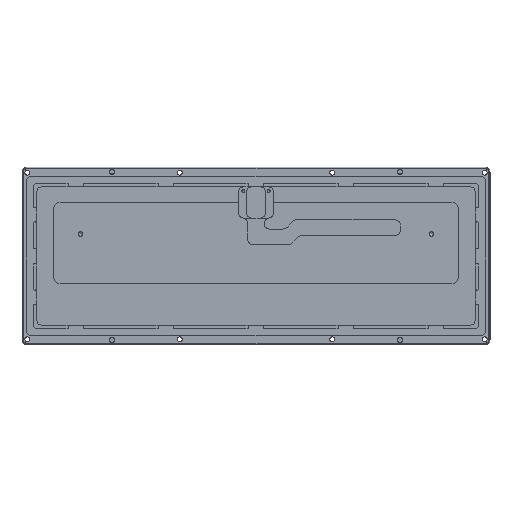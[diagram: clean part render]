
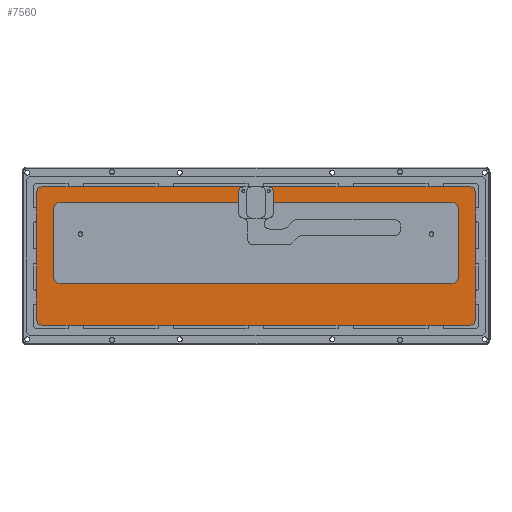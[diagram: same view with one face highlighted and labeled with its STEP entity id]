
A CAD part, top view. The second image highlights one B-rep face of the part: STEP entity #7560.
In plain terms, the highlighted planar face has unit normal (0, 0, 1).
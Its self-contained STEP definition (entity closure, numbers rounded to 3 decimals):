
#302=PLANE('',#8092);
#675=FACE_OUTER_BOUND('',#1129,.T.);
#1129=EDGE_LOOP('',(#5540,#5541,#5542,#5543,#5544,#5545,#5546,#5547,#5548,
#5549,#5550,#5551,#5552,#5553,#5554,#5555,#5556,#5557,#5558,#5559,#5560,
#5561));
#1642=LINE('',#11608,#2325);
#1647=LINE('',#11622,#2330);
#1651=LINE('',#11634,#2334);
#1655=LINE('',#11646,#2338);
#1658=LINE('',#11653,#2341);
#1676=LINE('',#11720,#2359);
#1679=LINE('',#11726,#2362);
#1680=LINE('',#11730,#2363);
#1681=LINE('',#11734,#2364);
#1682=LINE('',#11738,#2365);
#1683=LINE('',#11742,#2366);
#1684=LINE('',#11746,#2367);
#2325=VECTOR('',#8954,10.);
#2330=VECTOR('',#8967,10.);
#2334=VECTOR('',#8979,10.);
#2338=VECTOR('',#8991,10.);
#2341=VECTOR('',#8996,10.);
#2359=VECTOR('',#9054,10.);
#2362=VECTOR('',#9059,10.);
#2363=VECTOR('',#9062,10.);
#2364=VECTOR('',#9065,10.);
#2365=VECTOR('',#9068,10.);
#2366=VECTOR('',#9071,10.);
#2367=VECTOR('',#9074,10.);
#2977=CIRCLE('',#8060,4.);
#2979=CIRCLE('',#8064,4.);
#2981=CIRCLE('',#8068,4.);
#2983=CIRCLE('',#8073,4.);
#2999=CIRCLE('',#8093,3.);
#3000=CIRCLE('',#8094,3.);
#3001=CIRCLE('',#8095,3.);
#3002=CIRCLE('',#8096,3.);
#3003=CIRCLE('',#8097,3.);
#3004=CIRCLE('',#8098,3.);
#3447=VERTEX_POINT('',#11606);
#3448=VERTEX_POINT('',#11607);
#3451=VERTEX_POINT('',#11615);
#3453=VERTEX_POINT('',#11621);
#3455=VERTEX_POINT('',#11627);
#3457=VERTEX_POINT('',#11633);
#3459=VERTEX_POINT('',#11639);
#3461=VERTEX_POINT('',#11645);
#3463=VERTEX_POINT('',#11651);
#3464=VERTEX_POINT('',#11652);
#3493=VERTEX_POINT('',#11719);
#3495=VERTEX_POINT('',#11725);
#3496=VERTEX_POINT('',#11727);
#3497=VERTEX_POINT('',#11729);
#3498=VERTEX_POINT('',#11731);
#3499=VERTEX_POINT('',#11733);
#3500=VERTEX_POINT('',#11735);
#3501=VERTEX_POINT('',#11737);
#3502=VERTEX_POINT('',#11739);
#3503=VERTEX_POINT('',#11741);
#3504=VERTEX_POINT('',#11743);
#3505=VERTEX_POINT('',#11745);
#4240=EDGE_CURVE('',#3447,#3448,#1642,.T.);
#4244=EDGE_CURVE('',#3451,#3447,#2977,.T.);
#4247=EDGE_CURVE('',#3453,#3451,#1647,.T.);
#4250=EDGE_CURVE('',#3455,#3453,#2979,.T.);
#4253=EDGE_CURVE('',#3457,#3455,#1651,.T.);
#4256=EDGE_CURVE('',#3459,#3457,#2981,.T.);
#4259=EDGE_CURVE('',#3461,#3459,#1655,.T.);
#4262=EDGE_CURVE('',#3463,#3464,#1658,.T.);
#4266=EDGE_CURVE('',#3448,#3463,#2983,.T.);
#4296=EDGE_CURVE('',#3493,#3461,#1676,.F.);
#4299=EDGE_CURVE('',#3464,#3495,#1679,.F.);
#4300=EDGE_CURVE('',#3496,#3495,#2999,.T.);
#4301=EDGE_CURVE('',#3497,#3496,#1680,.T.);
#4302=EDGE_CURVE('',#3497,#3498,#3000,.T.);
#4303=EDGE_CURVE('',#3499,#3498,#1681,.T.);
#4304=EDGE_CURVE('',#3499,#3500,#3001,.T.);
#4305=EDGE_CURVE('',#3501,#3500,#1682,.T.);
#4306=EDGE_CURVE('',#3501,#3502,#3002,.T.);
#4307=EDGE_CURVE('',#3503,#3502,#1683,.T.);
#4308=EDGE_CURVE('',#3503,#3504,#3003,.T.);
#4309=EDGE_CURVE('',#3505,#3504,#1684,.T.);
#4310=EDGE_CURVE('',#3493,#3505,#3004,.T.);
#5540=ORIENTED_EDGE('',*,*,#4259,.T.);
#5541=ORIENTED_EDGE('',*,*,#4256,.T.);
#5542=ORIENTED_EDGE('',*,*,#4253,.T.);
#5543=ORIENTED_EDGE('',*,*,#4250,.T.);
#5544=ORIENTED_EDGE('',*,*,#4247,.T.);
#5545=ORIENTED_EDGE('',*,*,#4244,.T.);
#5546=ORIENTED_EDGE('',*,*,#4240,.T.);
#5547=ORIENTED_EDGE('',*,*,#4266,.T.);
#5548=ORIENTED_EDGE('',*,*,#4262,.T.);
#5549=ORIENTED_EDGE('',*,*,#4299,.T.);
#5550=ORIENTED_EDGE('',*,*,#4300,.F.);
#5551=ORIENTED_EDGE('',*,*,#4301,.F.);
#5552=ORIENTED_EDGE('',*,*,#4302,.T.);
#5553=ORIENTED_EDGE('',*,*,#4303,.F.);
#5554=ORIENTED_EDGE('',*,*,#4304,.T.);
#5555=ORIENTED_EDGE('',*,*,#4305,.F.);
#5556=ORIENTED_EDGE('',*,*,#4306,.T.);
#5557=ORIENTED_EDGE('',*,*,#4307,.F.);
#5558=ORIENTED_EDGE('',*,*,#4308,.T.);
#5559=ORIENTED_EDGE('',*,*,#4309,.F.);
#5560=ORIENTED_EDGE('',*,*,#4310,.F.);
#5561=ORIENTED_EDGE('',*,*,#4296,.T.);
#7560=ADVANCED_FACE('',(#675),#302,.F.);
#8060=AXIS2_PLACEMENT_3D('',#11616,#8960,#8961);
#8064=AXIS2_PLACEMENT_3D('',#11628,#8972,#8973);
#8068=AXIS2_PLACEMENT_3D('',#11640,#8984,#8985);
#8073=AXIS2_PLACEMENT_3D('',#11660,#9002,#9003);
#8092=AXIS2_PLACEMENT_3D('',#11724,#9057,#9058);
#8093=AXIS2_PLACEMENT_3D('',#11728,#9060,#9061);
#8094=AXIS2_PLACEMENT_3D('',#11732,#9063,#9064);
#8095=AXIS2_PLACEMENT_3D('',#11736,#9066,#9067);
#8096=AXIS2_PLACEMENT_3D('',#11740,#9069,#9070);
#8097=AXIS2_PLACEMENT_3D('',#11744,#9072,#9073);
#8098=AXIS2_PLACEMENT_3D('',#11747,#9075,#9076);
#8954=DIRECTION('',(0.,1.,0.));
#8960=DIRECTION('center_axis',(0.,0.,-1.));
#8961=DIRECTION('ref_axis',(-1.,0.,0.));
#8967=DIRECTION('',(-1.,0.,0.));
#8972=DIRECTION('center_axis',(0.,0.,-1.));
#8973=DIRECTION('ref_axis',(0.,-1.,0.));
#8979=DIRECTION('',(0.,-1.,0.));
#8984=DIRECTION('center_axis',(0.,0.,-1.));
#8985=DIRECTION('ref_axis',(1.,0.,0.));
#8991=DIRECTION('',(1.,0.,0.));
#8996=DIRECTION('',(1.,0.,0.));
#9002=DIRECTION('center_axis',(0.,0.,-1.));
#9003=DIRECTION('ref_axis',(0.,1.,0.));
#9054=DIRECTION('',(0.,1.,0.));
#9057=DIRECTION('center_axis',(0.,0.,-1.));
#9058=DIRECTION('ref_axis',(-1.,0.,0.));
#9059=DIRECTION('',(0.,-1.,0.));
#9060=DIRECTION('center_axis',(0.,0.,1.));
#9061=DIRECTION('ref_axis',(-0.707,0.707,0.));
#9062=DIRECTION('',(1.,0.,0.));
#9063=DIRECTION('center_axis',(0.,0.,1.));
#9064=DIRECTION('ref_axis',(-0.707,0.707,0.));
#9065=DIRECTION('',(0.,1.,0.));
#9066=DIRECTION('center_axis',(0.,0.,1.));
#9067=DIRECTION('ref_axis',(-0.707,-0.707,0.));
#9068=DIRECTION('',(-1.,0.,0.));
#9069=DIRECTION('center_axis',(0.,0.,1.));
#9070=DIRECTION('ref_axis',(0.707,-0.707,0.));
#9071=DIRECTION('',(0.,-1.,0.));
#9072=DIRECTION('center_axis',(0.,0.,1.));
#9073=DIRECTION('ref_axis',(0.707,0.707,0.));
#9074=DIRECTION('',(1.,0.,0.));
#9075=DIRECTION('center_axis',(0.,0.,1.));
#9076=DIRECTION('ref_axis',(0.707,0.707,0.));
#11606=CARTESIAN_POINT('',(40.444,-83.481,-8.4));
#11607=CARTESIAN_POINT('',(40.444,-46.481,-8.4));
#11608=CARTESIAN_POINT('',(40.444,-77.856,-8.4));
#11615=CARTESIAN_POINT('',(44.444,-87.481,-8.4));
#11616=CARTESIAN_POINT('Origin',(44.444,-83.481,-8.4));
#11621=CARTESIAN_POINT('',(261.944,-87.481,-8.4));
#11622=CARTESIAN_POINT('',(207.569,-87.481,-8.4));
#11627=CARTESIAN_POINT('',(265.944,-83.481,-8.4));
#11628=CARTESIAN_POINT('Origin',(261.944,-83.481,-8.4));
#11633=CARTESIAN_POINT('',(265.944,-46.481,-8.4));
#11634=CARTESIAN_POINT('',(265.944,-59.356,-8.4));
#11639=CARTESIAN_POINT('',(261.944,-42.481,-8.4));
#11640=CARTESIAN_POINT('Origin',(261.944,-46.481,-8.4));
#11645=CARTESIAN_POINT('',(162.944,-42.481,-8.4));
#11646=CARTESIAN_POINT('',(158.069,-42.481,-8.4));
#11651=CARTESIAN_POINT('',(44.444,-42.481,-8.4));
#11652=CARTESIAN_POINT('',(143.444,-42.481,-8.4));
#11653=CARTESIAN_POINT('',(98.819,-42.481,-8.4));
#11660=CARTESIAN_POINT('Origin',(44.444,-46.481,-8.4));
#11719=CARTESIAN_POINT('',(162.944,-36.731,-8.4));
#11720=CARTESIAN_POINT('',(162.944,-52.981,-8.4));
#11724=CARTESIAN_POINT('Origin',(153.194,-72.231,-8.4));
#11725=CARTESIAN_POINT('',(143.444,-36.731,-8.4));
#11726=CARTESIAN_POINT('',(143.444,-60.481,-8.4));
#11727=CARTESIAN_POINT('',(146.444,-33.731,-8.4));
#11728=CARTESIAN_POINT('Origin',(146.444,-36.731,-8.4));
#11729=CARTESIAN_POINT('',(34.35,-33.731,-8.4));
#11730=CARTESIAN_POINT('',(90.694,-33.731,-8.4));
#11731=CARTESIAN_POINT('',(31.35,-36.731,-8.4));
#11732=CARTESIAN_POINT('Origin',(34.35,-36.731,-8.4));
#11733=CARTESIAN_POINT('',(31.35,-107.731,-8.4));
#11734=CARTESIAN_POINT('',(31.35,-93.481,-8.4));
#11735=CARTESIAN_POINT('',(34.35,-110.731,-8.4));
#11736=CARTESIAN_POINT('Origin',(34.35,-107.731,-8.4));
#11737=CARTESIAN_POINT('',(272.038,-110.731,-8.4));
#11738=CARTESIAN_POINT('',(215.694,-110.731,-8.4));
#11739=CARTESIAN_POINT('',(275.038,-107.731,-8.4));
#11740=CARTESIAN_POINT('Origin',(272.038,-107.731,-8.4));
#11741=CARTESIAN_POINT('',(275.038,-36.731,-8.4));
#11742=CARTESIAN_POINT('',(275.038,-50.981,-8.4));
#11743=CARTESIAN_POINT('',(272.038,-33.731,-8.4));
#11744=CARTESIAN_POINT('Origin',(272.038,-36.731,-8.4));
#11745=CARTESIAN_POINT('',(159.944,-33.731,-8.4));
#11746=CARTESIAN_POINT('',(90.694,-33.731,-8.4));
#11747=CARTESIAN_POINT('Origin',(159.944,-36.731,-8.4));
